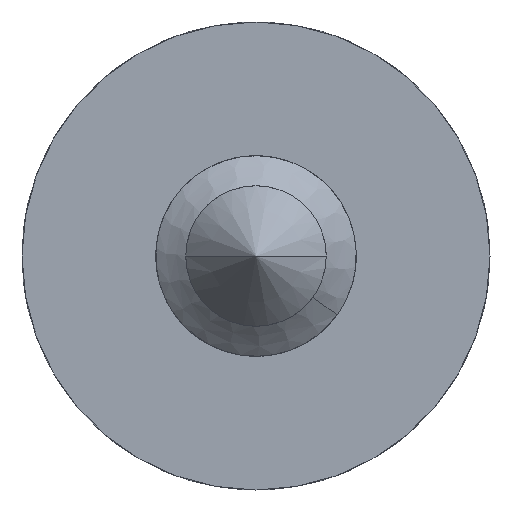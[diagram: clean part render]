
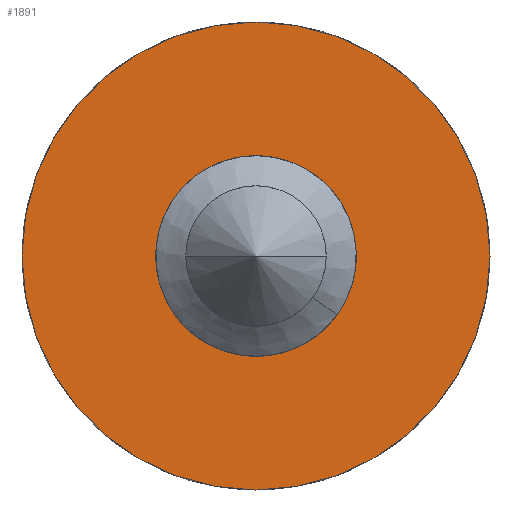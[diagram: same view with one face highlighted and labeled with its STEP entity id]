
A CAD part, front view. The second image highlights one B-rep face of the part: STEP entity #1891.
In plain terms, the highlighted planar face has unit normal (0, -1, 0).
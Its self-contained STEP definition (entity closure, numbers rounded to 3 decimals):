
#260=CARTESIAN_POINT('',(0.,0.,0.));
#261=DIRECTION('',(0.,1.,0.));
#262=DIRECTION('',(-1.,0.,0.));
#263=AXIS2_PLACEMENT_3D('',#260,#261,#262);
#561=CARTESIAN_POINT('',(0.,0.,0.));
#562=DIRECTION('',(0.,-1.,0.));
#563=DIRECTION('',(-1.,0.,0.));
#564=AXIS2_PLACEMENT_3D('',#561,#562,#563);
#566=CARTESIAN_POINT('',(0.,0.,0.));
#567=DIRECTION('',(0.,1.,0.));
#568=DIRECTION('',(-1.,0.,0.));
#569=AXIS2_PLACEMENT_3D('',#566,#567,#568);
#571=DIRECTION('',(1.,0.,0.));
#572=VECTOR('',#571,0.3);
#573=CARTESIAN_POINT('',(-2.4,0.,0.));
#574=LINE('',#573,#572);
#575=CARTESIAN_POINT('',(-2.4,0.,0.));
#576=CARTESIAN_POINT('',(-2.387,0.,-0.068));
#577=CARTESIAN_POINT('',(-2.354,0.,-0.201));
#578=CARTESIAN_POINT('',(-2.287,0.,-0.397));
#579=CARTESIAN_POINT('',(-2.203,0.,-0.586));
#580=CARTESIAN_POINT('',(-2.101,0.,-0.766));
#581=CARTESIAN_POINT('',(-1.983,0.,-0.936));
#582=CARTESIAN_POINT('',(-1.85,0.,-1.093));
#583=CARTESIAN_POINT('',(-1.751,0.,-1.189));
#584=CARTESIAN_POINT('',(-1.699,0.,-1.234));
#1208=CARTESIAN_POINT('',(-7.,0.,0.));
#1209=CARTESIAN_POINT('',(7.,0.,0.));
#1210=VERTEX_POINT('',#1208);
#1211=VERTEX_POINT('',#1209);
#1317=CARTESIAN_POINT('',(-2.1,0.,0.));
#1319=VERTEX_POINT('',#1317);
#1350=CARTESIAN_POINT('',(-2.4,0.,0.));
#1351=VERTEX_POINT('',#1350);
#1352=VERTEX_POINT('',#584);
#1873=CARTESIAN_POINT('',(0.,0.,0.));
#1874=DIRECTION('',(0.,-1.,0.));
#1875=DIRECTION('',(-1.,0.,0.));
#1876=AXIS2_PLACEMENT_3D('',#1873,#1874,#1875);
#1877=PLANE('',#1876);
#1879=ORIENTED_EDGE('',*,*,#1878,.F.);
#1881=ORIENTED_EDGE('',*,*,#1880,.T.);
#1882=EDGE_LOOP('',(#1879,#1881));
#1883=FACE_OUTER_BOUND('',#1882,.F.);
#1885=ORIENTED_EDGE('',*,*,#1884,.F.);
#1887=ORIENTED_EDGE('',*,*,#1886,.T.);
#1888=ORIENTED_EDGE('',*,*,#1785,.F.);
#1889=EDGE_LOOP('',(#1885,#1887,#1888));
#1890=FACE_BOUND('',#1889,.F.);
#1891=ADVANCED_FACE('',(#1883,#1890),#1877,.T.);
#264=CIRCLE('',#263,2.1);
#565=CIRCLE('',#564,7.);
#570=CIRCLE('',#569,7.);
#585=B_SPLINE_CURVE_WITH_KNOTS('',3,(#575,#576,#577,#578,#579,#580,#581,#582,
#583,#584),.UNSPECIFIED.,.F.,.F.,(4,1,1,1,1,1,1,4),(0.,0.143,
0.286,0.429,0.571,0.714,
0.857,1.),.UNSPECIFIED.);
#1785=EDGE_CURVE('',#1319,#1352,#264,.T.);
#1878=EDGE_CURVE('',#1210,#1211,#565,.T.);
#1880=EDGE_CURVE('',#1210,#1211,#570,.T.);
#1884=EDGE_CURVE('',#1351,#1319,#574,.T.);
#1886=EDGE_CURVE('',#1351,#1352,#585,.T.);
